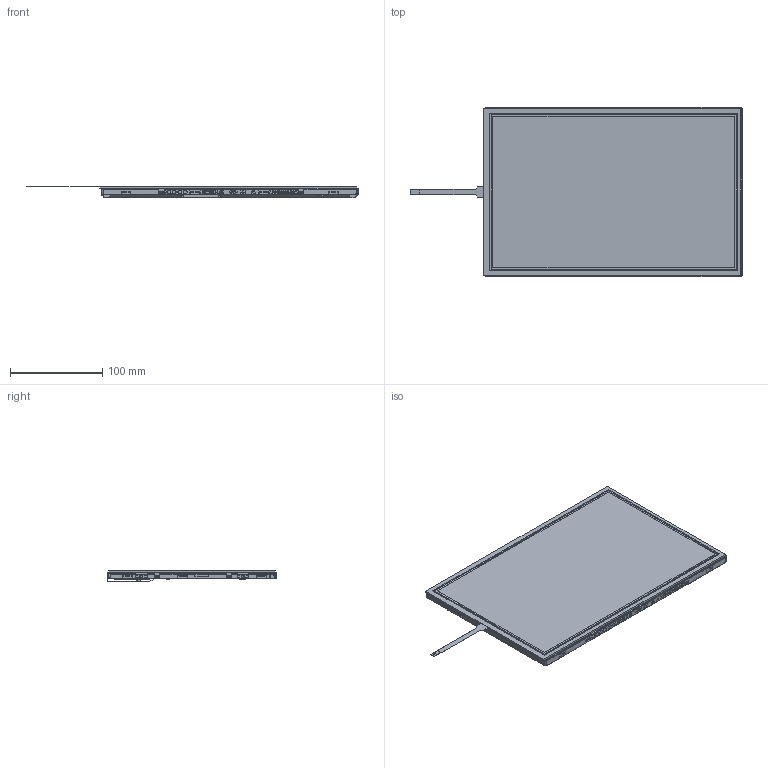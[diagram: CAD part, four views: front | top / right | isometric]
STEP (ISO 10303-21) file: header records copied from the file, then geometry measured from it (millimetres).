
FILE_DESCRIPTION(/* description */ (''),/* implementation_level */ '2;1');
FILE_NAME(/* name */ '',/* time_stamp */ '2025-12-25T14:06:50+09:00',/* author */ (''),/* organization */ (''),/* preprocessor_version */ 'ST-DEVELOPER v20',/* originating_system */ 'Autodesk Inventor 2024',/* authorisation */ '');
FILE_SCHEMA (('AUTOMOTIVE_DESIGN { 1 0 10303 214 3 1 1 }'));
Products named in the file (1): HP-TK-SRA121WX-101
Bounding box: 359.56 x 184.05 x 12.25 mm (x, y, z)
Volume: 210997.8 mm3; surface area: 306747.9 mm2
Topology: 1 solids, 1 shells, 4390 faces, 11621 edges, 7141 vertices
Faces by surface type: plane 2981, cylinder 1086, sphere 126, bspline 113, torus 72, cone 12
Full cylindrical faces by diameter (mm): 1 x4, 1.8 x4, 2 x6, 2.1 x1, 3 x6, 3.2 x4, 4 x4, 5.03 x2
Entity records: 141491 total; most frequent: CARTESIAN_POINT 31680, ORIENTED_EDGE 23238, DIRECTION 22364, EDGE_CURVE 11619, LINE 9082, VECTOR 9082, VERTEX_POINT 7141, AXIS2_PLACEMENT_3D 6641
